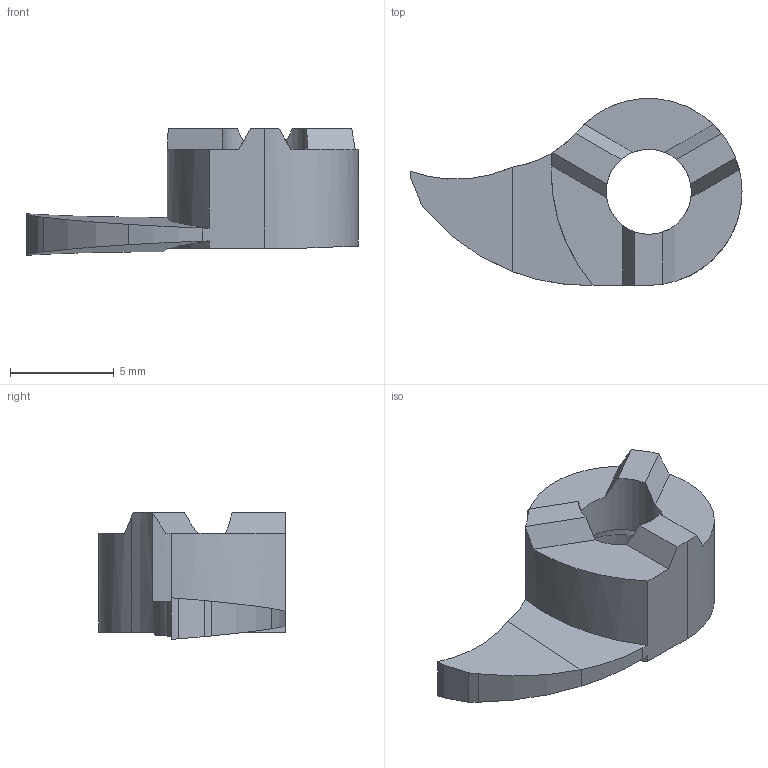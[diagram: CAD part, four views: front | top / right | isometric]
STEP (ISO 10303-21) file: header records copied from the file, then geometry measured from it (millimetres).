
FILE_DESCRIPTION(/* description */ (''),/* implementation_level */ '2;1');
FILE_NAME(/* name */ '1638005848270.stp',/* time_stamp */ '2021-11-27T15:07:43+06:00',/* author */ (''),/* organization */ ('SMS'),/* preprocessor_version */ 'ST-DEVELOPER v16.7',/* originating_system */ 'SIEMENS PLM Software NX 12.0',/* authorisation */ '');
FILE_SCHEMA (('AUTOMOTIVE_DESIGN { 1 0 10303 214 3 1 1 1 }'));
Length unit declared in the file: millimetre
Products named in the file (1): 203816339mod000_00
Bounding box: 15.99 x 9 x 6.1 mm (x, y, z)
Volume: 268.8 mm3; surface area: 420.5 mm2
Topology: 2 solids, 2 shells, 40 faces, 111 edges, 76 vertices
Faces by surface type: plane 25, cylinder 13, cone 2
Entity records: 1357 total; most frequent: CARTESIAN_POINT 334, ORIENTED_EDGE 220, DIRECTION 189, EDGE_CURVE 110, VERTEX_POINT 72, AXIS2_PLACEMENT_3D 67, LINE 55, VECTOR 55
